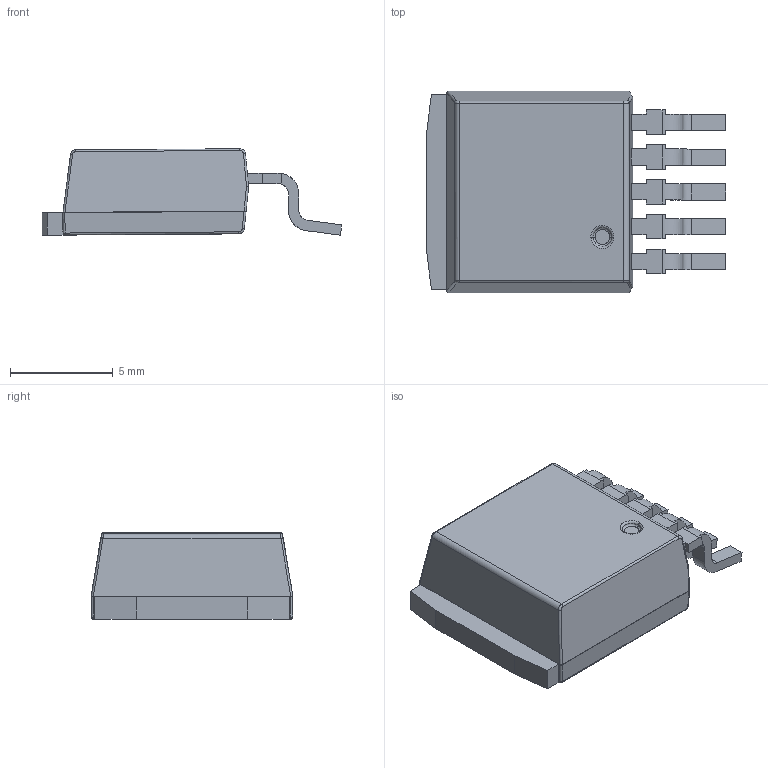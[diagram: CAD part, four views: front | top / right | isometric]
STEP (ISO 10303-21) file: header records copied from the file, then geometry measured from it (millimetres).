
FILE_DESCRIPTION(('FreeCAD Model'),'2;1');
FILE_NAME('Fusion.step', '2017-02-23T15:44:59',('kicad StepUp'),('ksu MCAD'), 'Open CASCADE STEP processor 6.8','FreeCAD','Unknown');
FILE_SCHEMA(('AUTOMOTIVE_DESIGN_CC2 { 1 2 10303 214 -1 1 5 4 }'));
Length unit declared in the file: millimetre
Products named in the file (1): Fusion
Bounding box: 14.6 x 9.82 x 4.22 mm (x, y, z)
Volume: 367.9 mm3; surface area: 417.9 mm2
Topology: 1 solids, 7 shells, 235 faces, 601 edges, 386 vertices
Faces by surface type: bspline 210, plane 25
Entity records: 12202 total; most frequent: CARTESIAN_POINT 6806, ORIENTED_EDGE 1202, EDGE_CURVE 601, B_SPLINE_CURVE_WITH_KNOTS 541, VERTEX_POINT 386, FACE_BOUND 243, EDGE_LOOP 243, ADVANCED_FACE 235
